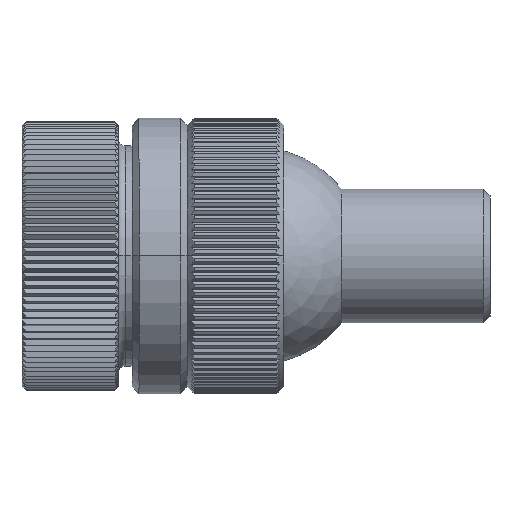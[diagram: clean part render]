
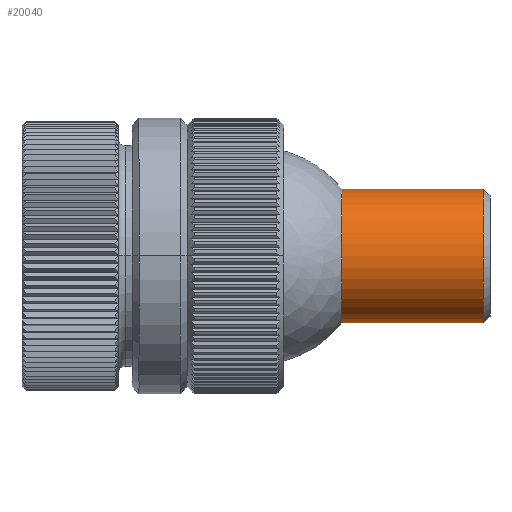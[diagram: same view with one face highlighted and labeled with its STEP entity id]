
A CAD part, top view. The second image highlights one B-rep face of the part: STEP entity #20040.
In plain terms, the highlighted cylindrical face has radius 4.864 mm (diameter 9.728 mm), a partial arc.
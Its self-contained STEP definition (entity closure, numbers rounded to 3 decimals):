
#544 = CYLINDRICAL_SURFACE ( 'NONE', #25338, 4.864 ) ;
#603 = DIRECTION ( 'NONE',  ( 1., 0., 0. ) ) ;
#1610 = EDGE_CURVE ( 'NONE', #14983, #2363, #14544, .T. ) ;
#2351 = ORIENTED_EDGE ( 'NONE', *, *, #19143, .T. ) ;
#2363 = VERTEX_POINT ( 'NONE', #16586 ) ;
#3343 = ORIENTED_EDGE ( 'NONE', *, *, #15415, .T. ) ;
#4826 = DIRECTION ( 'NONE',  ( 1., 0., 0. ) ) ;
#5173 = CARTESIAN_POINT ( 'NONE',  ( 17., 0., 0. ) ) ;
#6092 = EDGE_LOOP ( 'NONE', ( #2351, #3343, #25946, #16101 ) ) ;
#6925 = DIRECTION ( 'NONE',  ( 0., 1., 0. ) ) ;
#7449 = AXIS2_PLACEMENT_3D ( 'NONE', #12805, #14819, #6925 ) ;
#7812 = DIRECTION ( 'NONE',  ( 1., 0., 0. ) ) ;
#8981 = EDGE_CURVE ( 'NONE', #17256, #2363, #19108, .T. ) ;
#10178 = VECTOR ( 'NONE', #603, 1000. ) ;
#12805 = CARTESIAN_POINT ( 'NONE',  ( 16.5, 0., 0. ) ) ;
#13308 = CARTESIAN_POINT ( 'NONE',  ( 6.225, 4.864, 0. ) ) ;
#14544 = LINE ( 'NONE', #22836, #15521 ) ;
#14819 = DIRECTION ( 'NONE',  ( -1., 0., 0. ) ) ;
#14983 = VERTEX_POINT ( 'NONE', #13308 ) ;
#15415 = EDGE_CURVE ( 'NONE', #19996, #17256, #19632, .T. ) ;
#15521 = VECTOR ( 'NONE', #18794, 1000. ) ;
#16101 = ORIENTED_EDGE ( 'NONE', *, *, #1610, .F. ) ;
#16586 = CARTESIAN_POINT ( 'NONE',  ( 16.5, 4.864, 0. ) ) ;
#16685 = CIRCLE ( 'NONE', #22789, 4.864 ) ;
#16894 = CARTESIAN_POINT ( 'NONE',  ( 6.225, -4.864, 0. ) ) ;
#17256 = VERTEX_POINT ( 'NONE', #18389 ) ;
#18389 = CARTESIAN_POINT ( 'NONE',  ( 16.5, -4.864, 0. ) ) ;
#18605 = CARTESIAN_POINT ( 'NONE',  ( 17., -4.864, 0. ) ) ;
#18794 = DIRECTION ( 'NONE',  ( 1., 0., 0. ) ) ;
#19108 = CIRCLE ( 'NONE', #7449, 4.864 ) ;
#19143 = EDGE_CURVE ( 'NONE', #14983, #19996, #16685, .T. ) ;
#19632 = LINE ( 'NONE', #18605, #10178 ) ;
#19811 = FACE_OUTER_BOUND ( 'NONE', #6092, .T. ) ;
#19853 = DIRECTION ( 'NONE',  ( 0., 1., 0. ) ) ;
#19996 = VERTEX_POINT ( 'NONE', #16894 ) ;
#20040 = ADVANCED_FACE ( 'NONE', ( #19811 ), #544, .T. ) ;
#21140 = DIRECTION ( 'NONE',  ( 0., 1., 0. ) ) ;
#21635 = CARTESIAN_POINT ( 'NONE',  ( 6.225, 0., 0. ) ) ;
#22789 = AXIS2_PLACEMENT_3D ( 'NONE', #21635, #7812, #19853 ) ;
#22836 = CARTESIAN_POINT ( 'NONE',  ( 17., 4.864, 0. ) ) ;
#25338 = AXIS2_PLACEMENT_3D ( 'NONE', #5173, #4826, #21140 ) ;
#25946 = ORIENTED_EDGE ( 'NONE', *, *, #8981, .T. ) ;
